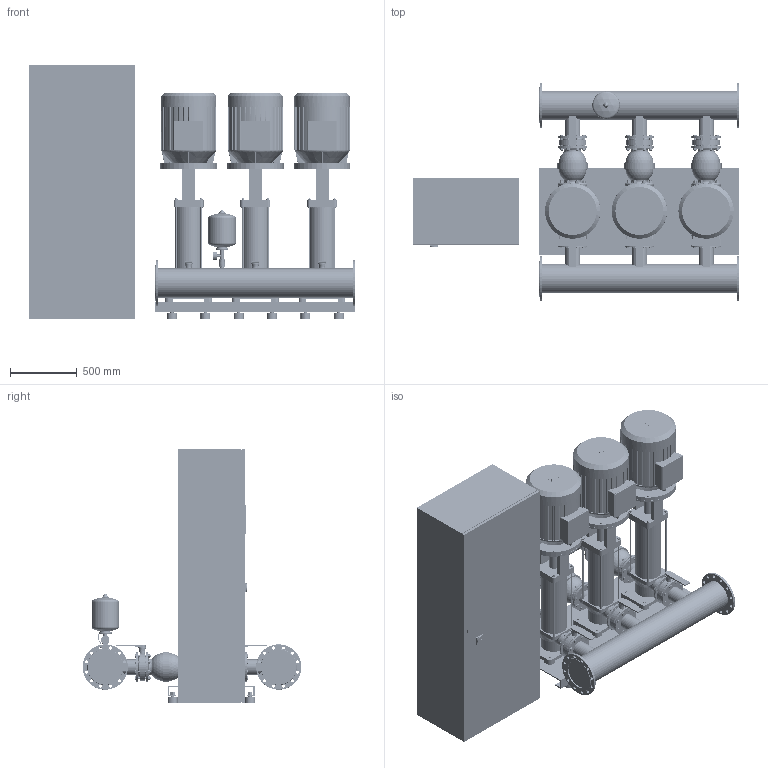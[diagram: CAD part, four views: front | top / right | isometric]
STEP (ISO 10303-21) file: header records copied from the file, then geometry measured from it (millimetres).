
FILE_DESCRIPTION((''),'2;1');
FILE_NAME('3d_CO-3MVI7005-2523206.stp','2011-08-26T13:41:19',(''),(''),'Mechanical Desktop 2009','Mechanical Desktop 2009',', , ');
FILE_SCHEMA(('CONFIG_CONTROL_DESIGN'));
Length unit declared in the file: millimetre
Products named in the file (1): Product
Bounding box: 2450 x 1639.55 x 1900 mm (x, y, z)
Volume: 1290471009.5 mm3; surface area: 25539531.6 mm2
Topology: 187 solids, 187 shells, 5333 faces, 12755 edges, 8270 vertices
Faces by surface type: plane 2659, cylinder 1487, bspline 725, cone 322, torus 102, sphere 38
Full cylindrical faces by diameter (mm): 114.3 x6, 205 x6
Entity records: 166409 total; most frequent: CARTESIAN_POINT 40313, DIRECTION 26452, ORIENTED_EDGE 25438, EDGE_CURVE 12719, AXIS2_PLACEMENT_3D 9279, VERTEX_POINT 8261, VECTOR 7894, LINE 7894
